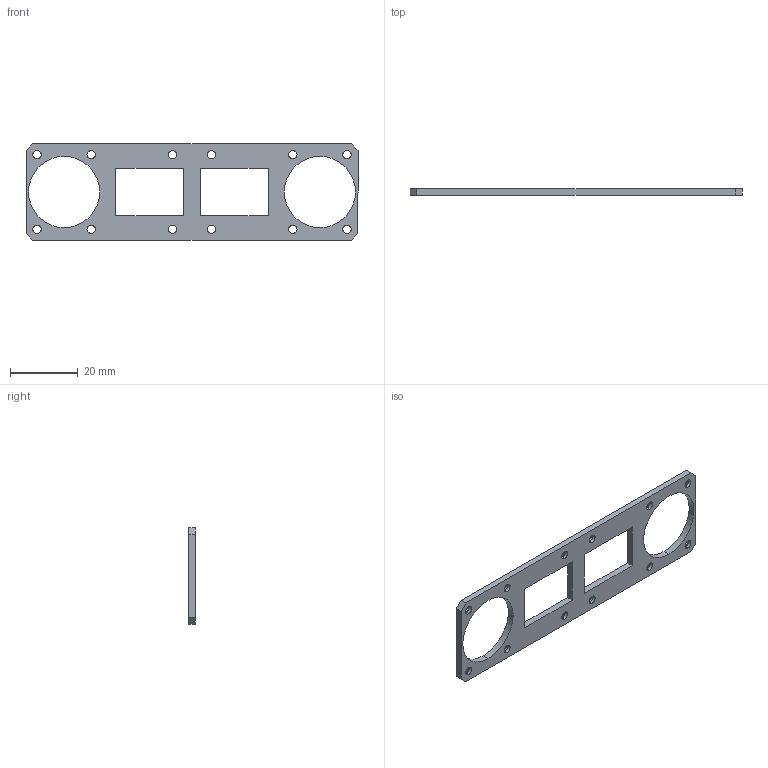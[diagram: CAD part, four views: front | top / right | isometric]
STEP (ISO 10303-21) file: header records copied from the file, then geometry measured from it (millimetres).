
FILE_DESCRIPTION (( 'STEP AP214' ), '1' );
FILE_NAME ('manipulator_link2_5.STEP', '2018-10-10T08:05:01', ( '' ), ( '' ), 'SwSTEP 2.0', 'SolidWorks 2018', '' );
FILE_SCHEMA (( 'AUTOMOTIVE_DESIGN' ));
Length unit declared in the file: millimetre
Products named in the file (1): manipulator_link2_5
Bounding box: 98 x 2 x 28.5 mm (x, y, z)
Volume: 2839.4 mm3; surface area: 4231.9 mm2
Topology: 1 solids, 1 shells, 82 faces, 204 edges, 136 vertices
Faces by surface type: cylinder 52, plane 30
Entity records: 2590 total; most frequent: DIRECTION 474, CARTESIAN_POINT 423, ORIENTED_EDGE 408, EDGE_CURVE 204, AXIS2_PLACEMENT_3D 187, VERTEX_POINT 136, EDGE_LOOP 126, CIRCLE 104
